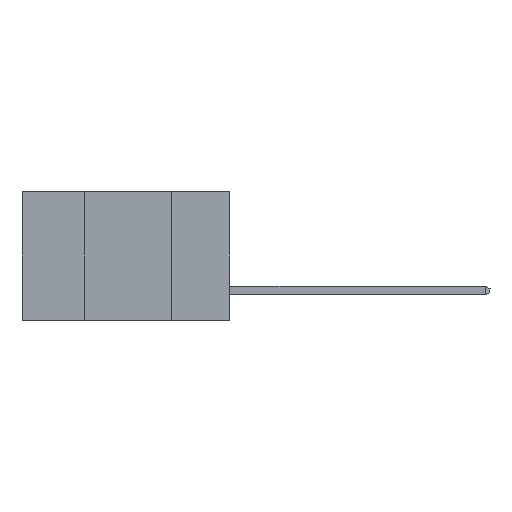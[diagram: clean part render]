
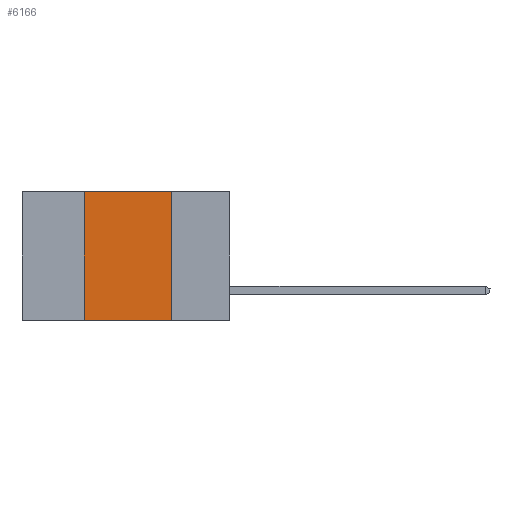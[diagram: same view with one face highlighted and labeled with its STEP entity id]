
A CAD part, left-side view. The second image highlights one B-rep face of the part: STEP entity #6166.
In plain terms, the highlighted planar face has unit normal (-1, 0, 0).
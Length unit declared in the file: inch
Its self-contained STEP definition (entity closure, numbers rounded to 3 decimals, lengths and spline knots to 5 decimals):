
#885 = DIRECTION ( 'NONE',  ( 0., 0., 1. ) ) ;
#1302 = DIRECTION ( 'NONE',  ( 0., 0., -1. ) ) ;
#1790 = VECTOR ( 'NONE', #8129, 39.37008 ) ;
#2431 = CARTESIAN_POINT ( 'NONE',  ( 0., 0.42, 0. ) ) ;
#3579 = ORIENTED_EDGE ( 'NONE', *, *, #6844, .F. ) ;
#3996 = EDGE_CURVE ( 'NONE', #9407, #8492, #8049, .T. ) ;
#4084 = CARTESIAN_POINT ( 'NONE',  ( 0., 0.6, 0. ) ) ;
#4576 = EDGE_CURVE ( 'NONE', #16613, #15813, #5682, .T. ) ;
#5252 = CARTESIAN_POINT ( 'NONE',  ( 0., 0.6, 0. ) ) ;
#5363 = CARTESIAN_POINT ( 'NONE',  ( 0., 0.17, -0.37 ) ) ;
#5606 = DIRECTION ( 'NONE',  ( 0., -1., 0. ) ) ;
#5682 = LINE ( 'NONE', #10771, #13709 ) ;
#5858 = EDGE_CURVE ( 'NONE', #8492, #15813, #9422, .T. ) ;
#5973 = ORIENTED_EDGE ( 'NONE', *, *, #5858, .F. ) ;
#6166 = ADVANCED_FACE ( 'NONE', ( #10667 ), #11867, .F. ) ;
#6216 = LINE ( 'NONE', #7760, #6761 ) ;
#6761 = VECTOR ( 'NONE', #885, 39.37008 ) ;
#6844 = EDGE_CURVE ( 'NONE', #16613, #9407, #6216, .T. ) ;
#7415 = EDGE_LOOP ( 'NONE', ( #5973, #13972, #3579, #12865 ) ) ;
#7760 = CARTESIAN_POINT ( 'NONE',  ( 0., 0.42, -0.37 ) ) ;
#8049 = LINE ( 'NONE', #4084, #1790 ) ;
#8129 = DIRECTION ( 'NONE',  ( 0., -1., 0. ) ) ;
#8492 = VERTEX_POINT ( 'NONE', #11604 ) ;
#9292 = DIRECTION ( 'NONE',  ( 1., 0., 0. ) ) ;
#9407 = VERTEX_POINT ( 'NONE', #2431 ) ;
#9422 = LINE ( 'NONE', #15130, #16566 ) ;
#10667 = FACE_OUTER_BOUND ( 'NONE', #7415, .T. ) ;
#10771 = CARTESIAN_POINT ( 'NONE',  ( 0., 0.6, -0.37 ) ) ;
#11604 = CARTESIAN_POINT ( 'NONE',  ( 0., 0.17, 0. ) ) ;
#11867 = PLANE ( 'NONE',  #14713 ) ;
#11910 = DIRECTION ( 'NONE',  ( 0., 0., -1. ) ) ;
#12865 = ORIENTED_EDGE ( 'NONE', *, *, #4576, .T. ) ;
#13709 = VECTOR ( 'NONE', #5606, 39.37008 ) ;
#13972 = ORIENTED_EDGE ( 'NONE', *, *, #3996, .F. ) ;
#14713 = AXIS2_PLACEMENT_3D ( 'NONE', #5252, #9292, #1302 ) ;
#15130 = CARTESIAN_POINT ( 'NONE',  ( 0., 0.17, -0.37 ) ) ;
#15813 = VERTEX_POINT ( 'NONE', #5363 ) ;
#16566 = VECTOR ( 'NONE', #11910, 39.37008 ) ;
#16585 = CARTESIAN_POINT ( 'NONE',  ( 0., 0.42, -0.37 ) ) ;
#16613 = VERTEX_POINT ( 'NONE', #16585 ) ;
